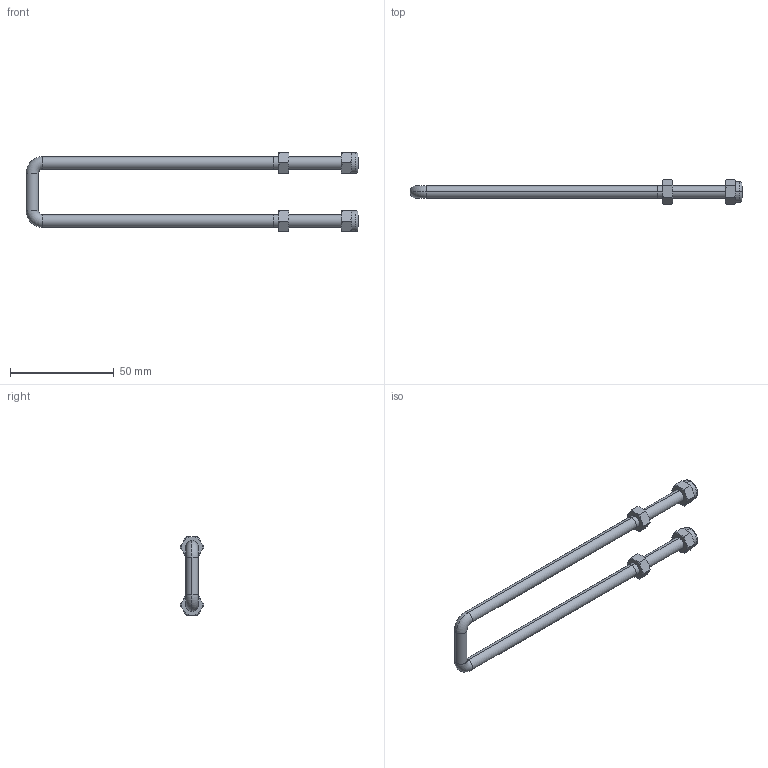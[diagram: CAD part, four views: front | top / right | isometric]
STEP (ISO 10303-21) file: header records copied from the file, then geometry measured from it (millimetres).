
FILE_DESCRIPTION (( 'STEP AP214' ), '1' );
FILE_NAME ('GH-40334-LUB.STEP', '2023-04-21T00:50:36', ( '' ), ( '' ), 'SwSTEP 2.0', 'SolidWorks 2016', '' );
FILE_SCHEMA (( 'AUTOMOTIVE_DESIGN' ));
Length unit declared in the file: millimetre
Products named in the file (4): 44033444LUB; prevailing torque nut style 1 insert_DIN_DIN EN ISO 7040 - M6 - N; GH-40334-LUB; Hexagon Nut_2_JIS_JIS B 1181 Hexagon nut - Class 2 Finished M6 --C
Assembly tree (5 placements, depth 2):
  GH-40334-LUB
    44033444LUB
    Hexagon Nut_2_JIS_JIS B 1181 Hexagon nut - Class 2 Finished M6 --C  x2
    prevailing torque nut style 1 insert_DIN_DIN EN ISO 7040 - M6 - N  x2
Bounding box: 160 x 11.55 x 38 mm (x, y, z)
Volume: 11160.8 mm3; surface area: 8166.7 mm2
Topology: 5 solids, 5 shells, 146 faces, 314 edges, 180 vertices
Faces by surface type: cone 68, plane 36, cylinder 34, torus 4, bspline 4
Entity records: 2451 total; most frequent: CARTESIAN_POINT 553, DIRECTION 380, ORIENTED_EDGE 352, EDGE_CURVE 176, AXIS2_PLACEMENT_3D 167, VERTEX_POINT 100, EDGE_LOOP 88, ADVANCED_FACE 83
